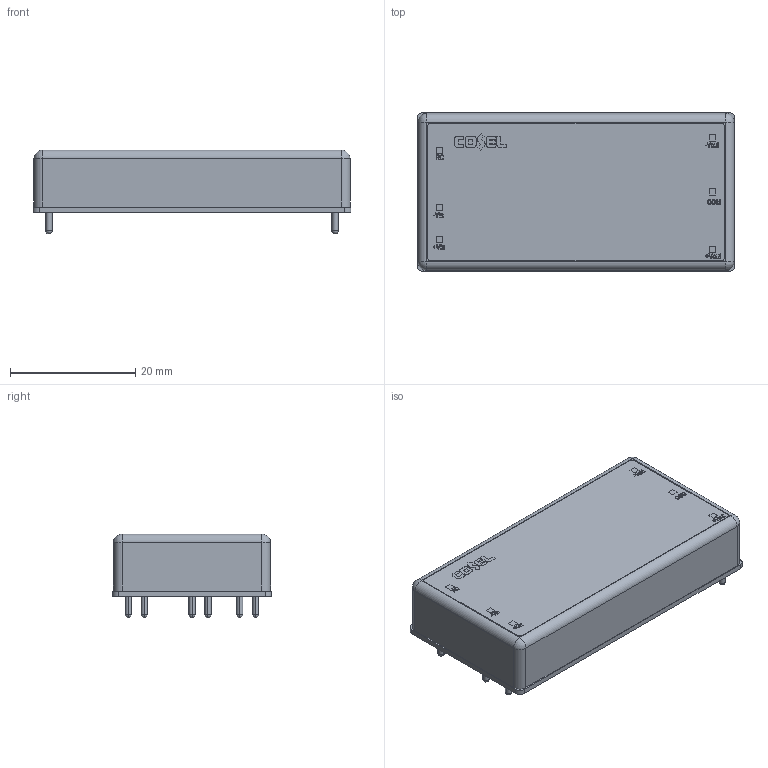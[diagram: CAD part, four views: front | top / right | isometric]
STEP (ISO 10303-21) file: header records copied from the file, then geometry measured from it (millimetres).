
FILE_DESCRIPTION(('CoCreate Modeling STEP Export'),'2;1');
FILE_NAME('mgw30.stp','2015-04-06T11:47:36',(''),(''),'CoCreate Modeling STEP processor for AP214 (Solid Model)','CoCreate Modeling 17.0 01-Apr-2010 (C) Parametric Technology GmbH','');
FILE_SCHEMA(('AUTOMOTIVE_DESIGN { 1 0 10303 214 1 1 1 1 }'));
Length unit declared in the file: millimetre
Products named in the file (2): mgw30
Assembly tree (1 placements, depth 2):
  mgw30
    mgw30
Bounding box: 50.8 x 25.4 x 13.4 mm (x, y, z)
Volume: 12494.7 mm3; surface area: 4027.3 mm2
Topology: 1 solids, 1 shells, 686 faces, 1885 edges, 1246 vertices
Faces by surface type: plane 629, cylinder 41, torus 12, sphere 4
Entity records: 21495 total; most frequent: ORIENTED_EDGE 3762, CARTESIAN_POINT 3750, DIRECTION 3233, EDGE_CURVE 1881, VECTOR 1775, LINE 1775, VERTEX_POINT 1246, EDGE_LOOP 735
